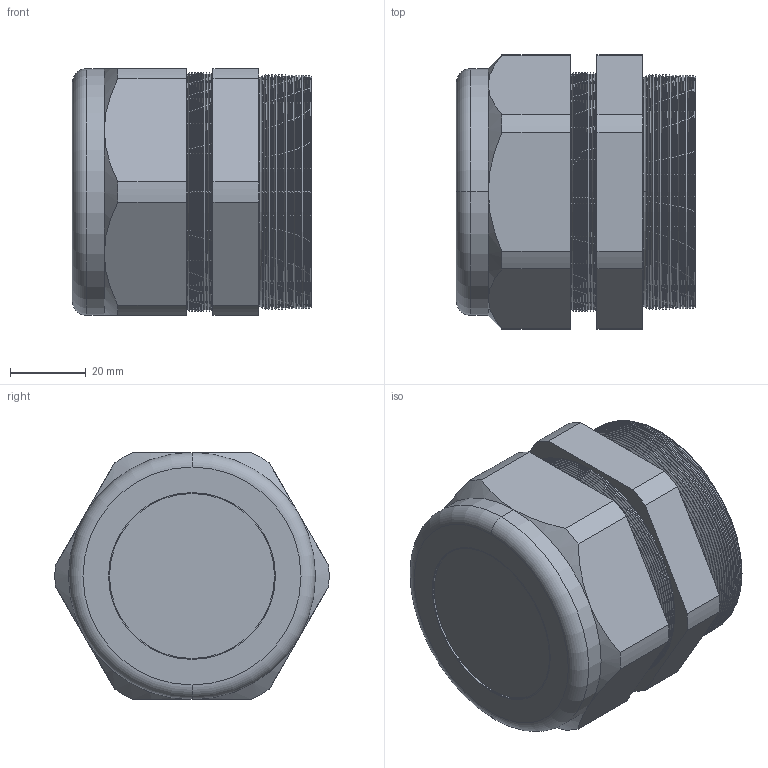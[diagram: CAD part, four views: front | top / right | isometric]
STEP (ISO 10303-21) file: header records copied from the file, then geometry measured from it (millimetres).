
FILE_DESCRIPTION (( 'STEP AP203' ), '1' );
FILE_NAME ('CD63MP-GY.STEP', '2008-11-25T07:23:06', ( 'bay06' ), ( '' ), 'SwSTEP 2.0', 'SolidWorks 2007', '' );
FILE_SCHEMA (( 'CONFIG_CONTROL_DESIGN' ));
Length unit declared in the file: inch
Products named in the file (1): CD63MP-GY
Bounding box: 62.99 x 72.15 x 65.02 mm (x, y, z)
Volume: 123759.5 mm3; surface area: 34606.6 mm2
Topology: 2 solids, 2 shells, 198 faces, 414 edges, 224 vertices
Faces by surface type: cone 152, cylinder 20, plane 20, torus 6
Entity records: 5317 total; most frequent: DIRECTION 1006, CARTESIAN_POINT 941, ORIENTED_EDGE 828, EDGE_CURVE 414, AXIS2_PLACEMENT_3D 405, VERTEX_POINT 224, CIRCLE 206, EDGE_LOOP 204
